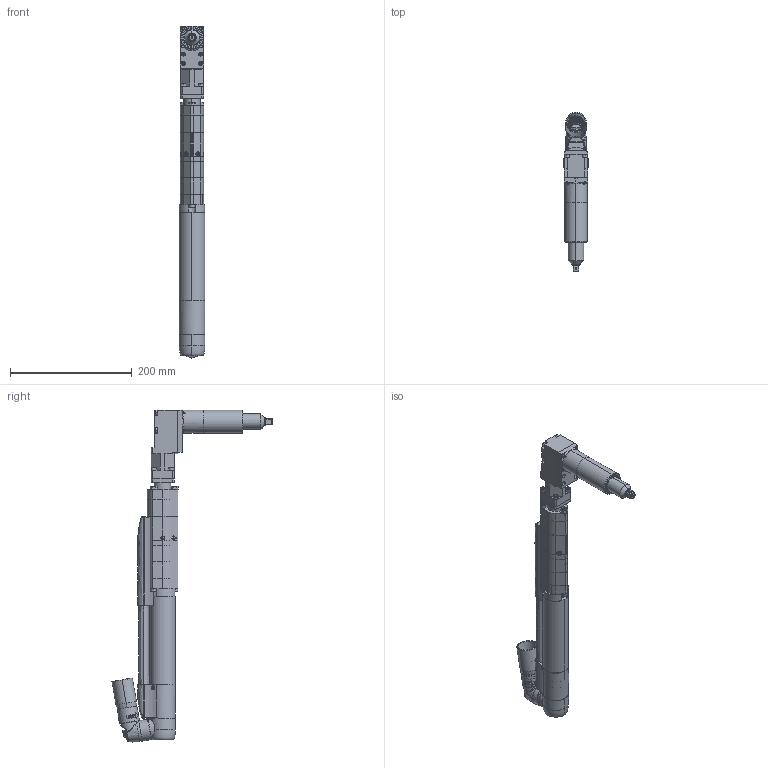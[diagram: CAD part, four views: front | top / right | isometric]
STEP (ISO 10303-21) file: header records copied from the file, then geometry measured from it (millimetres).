
FILE_DESCRIPTION((''),'2;1');
FILE_NAME('9831407758_ASM','2013-05-13T',('tooextcsr'),(''),'PRO/ENGINEER BY PARAMETRIC TECHNOLOGY CORPORATION, 2012420','PRO/ENGINEER BY PARAMETRIC TECHNOLOGY CORPORATION, 2012420','');
FILE_SCHEMA(('CONFIG_CONTROL_DESIGN','GEOMETRIC_VALIDATION_PROPERTIES_MIM'));
Length unit declared in the file: millimetre
Products named in the file (45): 4230260102; 4230260112_ASM; 4230262500; 0219110017; 4230262900; 4230262180_ASM; 4230263000; 4230263200; 4230263300; 4230263280_ASM; 4230263700; 4230262700; 4230263500_AF0; 0215000398; 4230264080_ASM; 4230261700_AF0; 4230300080_ASM; 4230301180_ASM; 4230161900; 4230217000; 0211122000; 4230217081_ASM; 4230161300; 4230218070_AF0; 4230218070_AF1; 4230265880_ASM; 0216195765; 4230297280_ASM; 4230296280_ASM; 4230264411; 0211117400; 4231196000; 0246195689; 0261109110; 4231196080_ASM; 4232352100; 4090028100; 0211120800; 4232352480_ASM; 4232382401 ...
Assembly tree (62 placements, depth 5):
  9831407758_ASM
    4230301180_ASM
      4230260112_ASM
        4230260102
      4230262180_ASM
        4230262500
        0219110017  x2
        4230262900
      4230264080_ASM
        4230263000
        4230263280_ASM
          4230263200
          4230263300
        4230263700
        4230262700
        4230263500_AF0
        0215000398
      4230300080_ASM
        4230261700_AF0
    4230217081_ASM
      4230161900  x2
      4230217000
      0211122000  x3
    4230296280_ASM
      4230297280_ASM
        4230161300
        4230265880_ASM
          4230218070_AF0
          4230218070_AF1
        0216195765  x4
    4230264411
    0211117400  x2
    4231196080_ASM
      4231196000
      0246195689  x3
      0261109110  x3
    4232352480_ASM
      4232352100
      4090028100
      0211120800  x4
    4232382580_ASM
      4232382401
      0666810038
      4232382700
    0211121300  x4
Bounding box: 42 x 262.56 x 544.43 mm (x, y, z)
Volume: 552999.9 mm3; surface area: 314790.3 mm2
Topology: 50 solids, 72 shells, 3802 faces, 10189 edges, 6593 vertices
Faces by surface type: cylinder 1368, plane 1364, torus 394, cone 338, bspline 277, sphere 42, extrusion 13, revolution 6
Entity records: 133994 total; most frequent: CARTESIAN_POINT 36159, ORIENTED_EDGE 15554, DIRECTION 14411, EDGE_CURVE 7829, PRESENTATION_STYLE_ASSIGNMENT 7421, STYLED_ITEM 7292, CURVE_STYLE 7230, AXIS2_PLACEMENT_3D 5512
